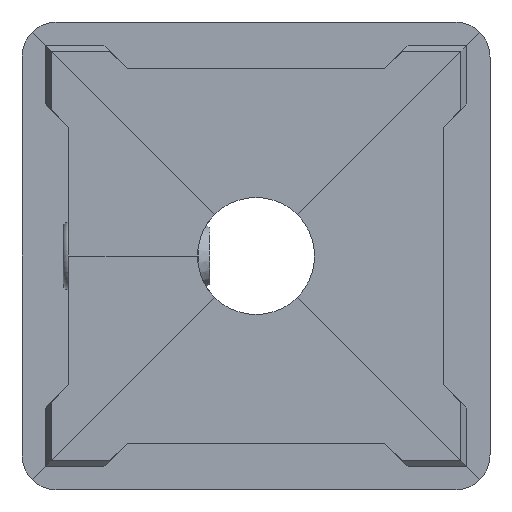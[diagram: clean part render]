
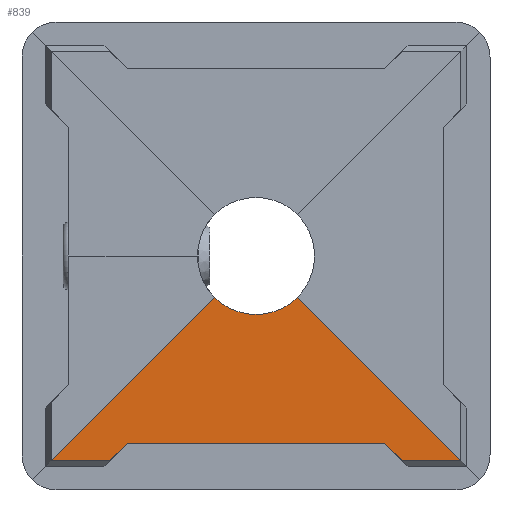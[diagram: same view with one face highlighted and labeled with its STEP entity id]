
A CAD part, front view. The second image highlights one B-rep face of the part: STEP entity #839.
In plain terms, the highlighted planar face has unit normal (0, -1, 0).
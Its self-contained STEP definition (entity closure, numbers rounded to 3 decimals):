
#122 = DIRECTION ( 'NONE',  ( -0.707, 0., 0.707 ) ) ;
#145 = VECTOR ( 'NONE', #4560, 1000. ) ;
#193 = CARTESIAN_POINT ( 'NONE',  ( -20.35, 0., -17.5 ) ) ;
#201 = EDGE_CURVE ( 'NONE', #775, #2848, #3294, .T. ) ;
#228 = CARTESIAN_POINT ( 'NONE',  ( 0., 0., 0. ) ) ;
#250 = ORIENTED_EDGE ( 'NONE', *, *, #3297, .F. ) ;
#282 = AXIS2_PLACEMENT_3D ( 'NONE', #4141, #3773, #4182 ) ;
#538 = CARTESIAN_POINT ( 'NONE',  ( -11., 0., -16. ) ) ;
#775 = VERTEX_POINT ( 'NONE', #4044 ) ;
#777 = FACE_OUTER_BOUND ( 'NONE', #913, .T. ) ;
#806 = VECTOR ( 'NONE', #1456, 1000. ) ;
#839 = ADVANCED_FACE ( 'NONE', ( #777 ), #2208, .F. ) ;
#913 = EDGE_LOOP ( 'NONE', ( #250, #1979, #3282, #3464, #1617, #1986, #1746, #4687, #4091 ) ) ;
#924 = CARTESIAN_POINT ( 'NONE',  ( 0., 0., -5. ) ) ;
#947 = DIRECTION ( 'NONE',  ( 0., 0., 1. ) ) ;
#1126 = EDGE_CURVE ( 'NONE', #3927, #1217, #1477, .T. ) ;
#1141 = DIRECTION ( 'NONE',  ( -1., 0., 0. ) ) ;
#1164 = VERTEX_POINT ( 'NONE', #538 ) ;
#1217 = VERTEX_POINT ( 'NONE', #924 ) ;
#1247 = VERTEX_POINT ( 'NONE', #1292 ) ;
#1292 = CARTESIAN_POINT ( 'NONE',  ( -17.5, 0., -17.5 ) ) ;
#1456 = DIRECTION ( 'NONE',  ( 1., 0., 0. ) ) ;
#1457 = EDGE_CURVE ( 'NONE', #775, #3093, #3751, .T. ) ;
#1477 = CIRCLE ( 'NONE', #282, 5. ) ;
#1494 = VECTOR ( 'NONE', #3448, 1000. ) ;
#1500 = CIRCLE ( 'NONE', #1722, 5. ) ;
#1617 = ORIENTED_EDGE ( 'NONE', *, *, #2649, .T. ) ;
#1722 = AXIS2_PLACEMENT_3D ( 'NONE', #228, #3828, #947 ) ;
#1746 = ORIENTED_EDGE ( 'NONE', *, *, #4416, .F. ) ;
#1823 = CARTESIAN_POINT ( 'NONE',  ( -10.175, 0., -10.175 ) ) ;
#1906 = CARTESIAN_POINT ( 'NONE',  ( -12.675, 0., 7.675 ) ) ;
#1951 = LINE ( 'NONE', #2665, #1494 ) ;
#1979 = ORIENTED_EDGE ( 'NONE', *, *, #1126, .T. ) ;
#1986 = ORIENTED_EDGE ( 'NONE', *, *, #2970, .F. ) ;
#2195 = VERTEX_POINT ( 'NONE', #3248 ) ;
#2208 = PLANE ( 'NONE',  #4166 ) ;
#2225 = CARTESIAN_POINT ( 'NONE',  ( 11., 0., -16. ) ) ;
#2491 = VECTOR ( 'NONE', #4029, 1000. ) ;
#2649 = EDGE_CURVE ( 'NONE', #1247, #2195, #3090, .T. ) ;
#2665 = CARTESIAN_POINT ( 'NONE',  ( -10.175, 0., 10.175 ) ) ;
#2715 = VECTOR ( 'NONE', #4359, 1000. ) ;
#2782 = VECTOR ( 'NONE', #122, 1000. ) ;
#2848 = VERTEX_POINT ( 'NONE', #4668 ) ;
#2948 = CARTESIAN_POINT ( 'NONE',  ( -11., 0., -16. ) ) ;
#2970 = EDGE_CURVE ( 'NONE', #1164, #2195, #4619, .T. ) ;
#2971 = CARTESIAN_POINT ( 'NONE',  ( -20.35, 0., 0. ) ) ;
#3038 = VECTOR ( 'NONE', #1141, 1000. ) ;
#3090 = LINE ( 'NONE', #193, #145 ) ;
#3093 = VERTEX_POINT ( 'NONE', #3222 ) ;
#3222 = CARTESIAN_POINT ( 'NONE',  ( 11., 0., -16. ) ) ;
#3248 = CARTESIAN_POINT ( 'NONE',  ( -12.5, 0., -17.5 ) ) ;
#3282 = ORIENTED_EDGE ( 'NONE', *, *, #4063, .T. ) ;
#3294 = LINE ( 'NONE', #3657, #806 ) ;
#3297 = EDGE_CURVE ( 'NONE', #3927, #2848, #1951, .T. ) ;
#3413 = CARTESIAN_POINT ( 'NONE',  ( -3.536, 0., -3.536 ) ) ;
#3448 = DIRECTION ( 'NONE',  ( 0.707, 0., -0.707 ) ) ;
#3464 = ORIENTED_EDGE ( 'NONE', *, *, #4162, .T. ) ;
#3657 = CARTESIAN_POINT ( 'NONE',  ( -20.35, 0., -17.5 ) ) ;
#3727 = LINE ( 'NONE', #2225, #3038 ) ;
#3751 = LINE ( 'NONE', #1906, #2782 ) ;
#3773 = DIRECTION ( 'NONE',  ( 0., 1., 0. ) ) ;
#3828 = DIRECTION ( 'NONE',  ( 0., 1., 0. ) ) ;
#3927 = VERTEX_POINT ( 'NONE', #4142 ) ;
#4029 = DIRECTION ( 'NONE',  ( -0.707, 0., -0.707 ) ) ;
#4044 = CARTESIAN_POINT ( 'NONE',  ( 12.5, 0., -17.5 ) ) ;
#4063 = EDGE_CURVE ( 'NONE', #1217, #4314, #1500, .T. ) ;
#4091 = ORIENTED_EDGE ( 'NONE', *, *, #201, .T. ) ;
#4140 = DIRECTION ( 'NONE',  ( 0., 0., 1. ) ) ;
#4141 = CARTESIAN_POINT ( 'NONE',  ( 0., 0., 0. ) ) ;
#4142 = CARTESIAN_POINT ( 'NONE',  ( 3.536, 0., -3.536 ) ) ;
#4162 = EDGE_CURVE ( 'NONE', #4314, #1247, #4660, .T. ) ;
#4166 = AXIS2_PLACEMENT_3D ( 'NONE', #2971, #4437, #4140 ) ;
#4182 = DIRECTION ( 'NONE',  ( 0., 0., 1. ) ) ;
#4314 = VERTEX_POINT ( 'NONE', #3413 ) ;
#4359 = DIRECTION ( 'NONE',  ( -0.707, 0., -0.707 ) ) ;
#4416 = EDGE_CURVE ( 'NONE', #3093, #1164, #3727, .T. ) ;
#4437 = DIRECTION ( 'NONE',  ( 0., 1., 0. ) ) ;
#4560 = DIRECTION ( 'NONE',  ( 1., 0., 0. ) ) ;
#4619 = LINE ( 'NONE', #2948, #2491 ) ;
#4660 = LINE ( 'NONE', #1823, #2715 ) ;
#4668 = CARTESIAN_POINT ( 'NONE',  ( 17.5, 0., -17.5 ) ) ;
#4687 = ORIENTED_EDGE ( 'NONE', *, *, #1457, .F. ) ;
